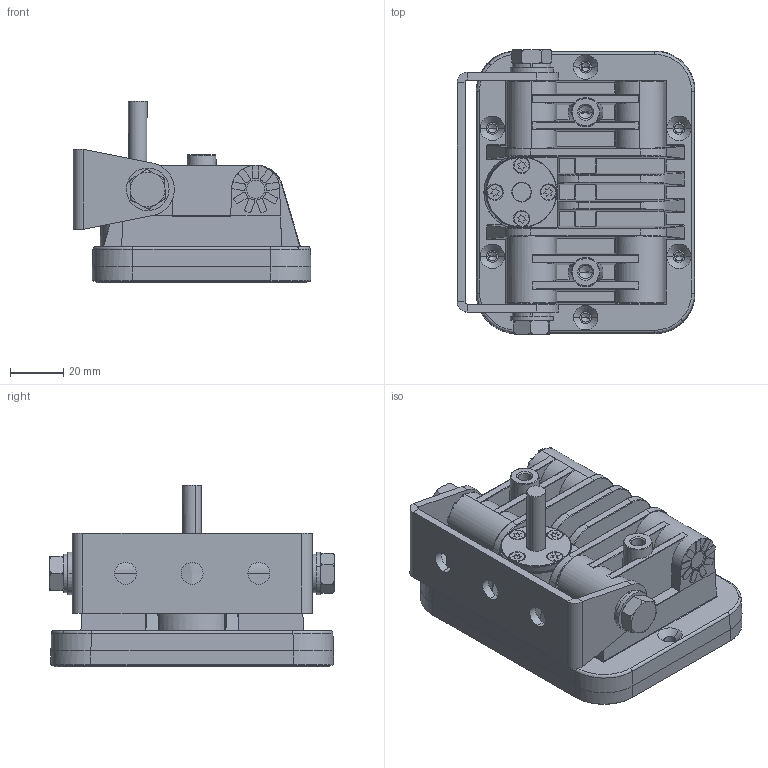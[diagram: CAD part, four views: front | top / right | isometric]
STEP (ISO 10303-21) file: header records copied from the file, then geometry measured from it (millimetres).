
FILE_DESCRIPTION (( 'STEP AP214' ), '1' );
FILE_NAME ('DK160306GB01.STEP', '2018-04-24T13:05:48', ( '' ), ( '' ), 'SwSTEP 2.0', 'SolidWorks 2017', '' );
FILE_SCHEMA (( 'AUTOMOTIVE_DESIGN' ));
Length unit declared in the file: millimetre
Products named in the file (1): DK160306GB01
Bounding box: 89.25 x 106.85 x 68 mm (x, y, z)
Volume: 200985.6 mm3; surface area: 70787.8 mm2
Topology: 1 solids, 8 shells, 1067 faces, 2794 edges, 1753 vertices
Faces by surface type: cylinder 459, plane 388, cone 95, bspline 80, torus 43, sphere 2
Entity records: 46514 total; most frequent: CARTESIAN_POINT 9062, ORIENTED_EDGE 5500, DIRECTION 5400, EDGE_CURVE 2750, AXIS2_PLACEMENT_3D 2010, VERTEX_POINT 1753, LINE 1380, VECTOR 1380
